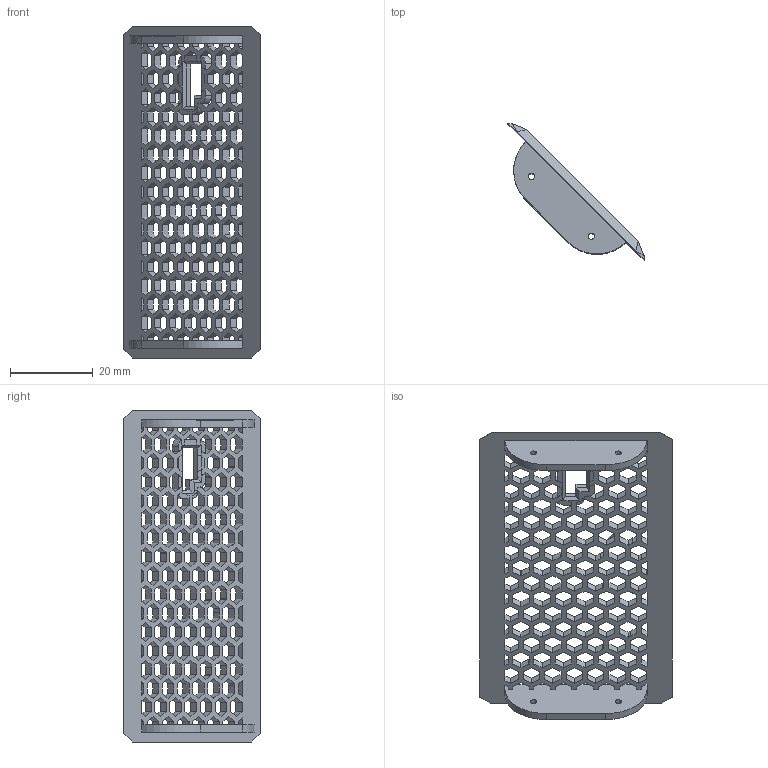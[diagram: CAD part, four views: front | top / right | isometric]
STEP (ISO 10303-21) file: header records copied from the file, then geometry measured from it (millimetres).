
FILE_DESCRIPTION(/* description */ (''),/* implementation_level */ '2;1');
FILE_NAME(/* name */ 'MB4.step',/* time_stamp */ '2026-01-31T19:14:37+01:00',/* author */ (''),/* organization */ (''),/* preprocessor_version */ 'ST-DEVELOPER v20.1',/* originating_system */ 'Autodesk Translation Framework v14.21.0.0',/* authorisation */ '');
FILE_SCHEMA (('AUTOMOTIVE_DESIGN { 1 0 10303 214 3 1 1 }'));
Length unit declared in the file: millimetre
Products named in the file (1): MB4
Bounding box: 33 x 33 x 80.47 mm (x, y, z)
Volume: 5227.2 mm3; surface area: 9437.3 mm2
Topology: 1 solids, 1 shells, 960 faces, 2902 edges, 1927 vertices
Faces by surface type: plane 923, cylinder 37
Full cylindrical faces by diameter (mm): 1.5 x4
Entity records: 32453 total; most frequent: ORIENTED_EDGE 5804, CARTESIAN_POINT 5790, DIRECTION 4898, EDGE_CURVE 2902, LINE 2828, VECTOR 2828, VERTEX_POINT 1927, EDGE_LOOP 1205
